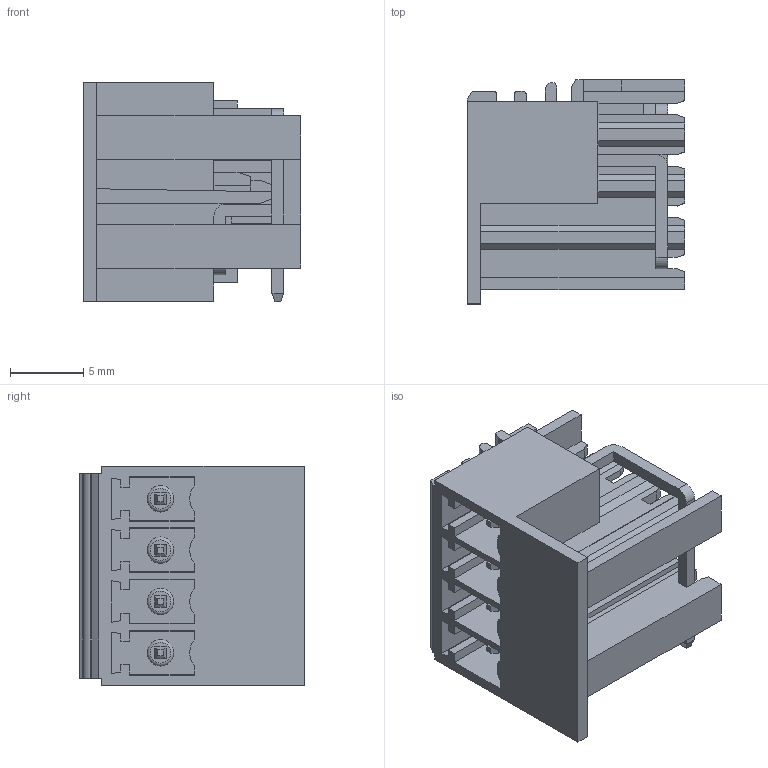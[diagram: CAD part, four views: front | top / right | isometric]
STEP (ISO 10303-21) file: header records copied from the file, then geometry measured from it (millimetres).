
FILE_DESCRIPTION( ( 'STEP AP214' ), '1' );
FILE_NAME( 'PV04-3,5-LSL-P.stp', ' ', ( ' ' ), ( ' ' ), 'PSStep 14.0', 'VISI 19.0', ' ' );
FILE_SCHEMA( ( 'AUTOMOTIVE_DESIGN { 1 0 10303 214 1 1 1 1 }' ) );
Length unit declared in the file: millimetre
Products named in the file (1): 1
Bounding box: 14.8 x 15.3 x 14.97 mm (x, y, z)
Volume: 1032.5 mm3; surface area: 2689.7 mm2
Topology: 1 solids, 8 shells, 473 faces, 1295 edges, 838 vertices
Faces by surface type: plane 445, cylinder 24, torus 4
Full cylindrical faces by diameter (mm): 1.8 x4
Entity records: 18381 total; most frequent: CARTESIAN_POINT 2610, ORIENTED_EDGE 2574, DIRECTION 2276, EDGE_CURVE 1287, LINE 1224, VECTOR 1224, VERTEX_POINT 838, AXIS2_PLACEMENT_3D 526
